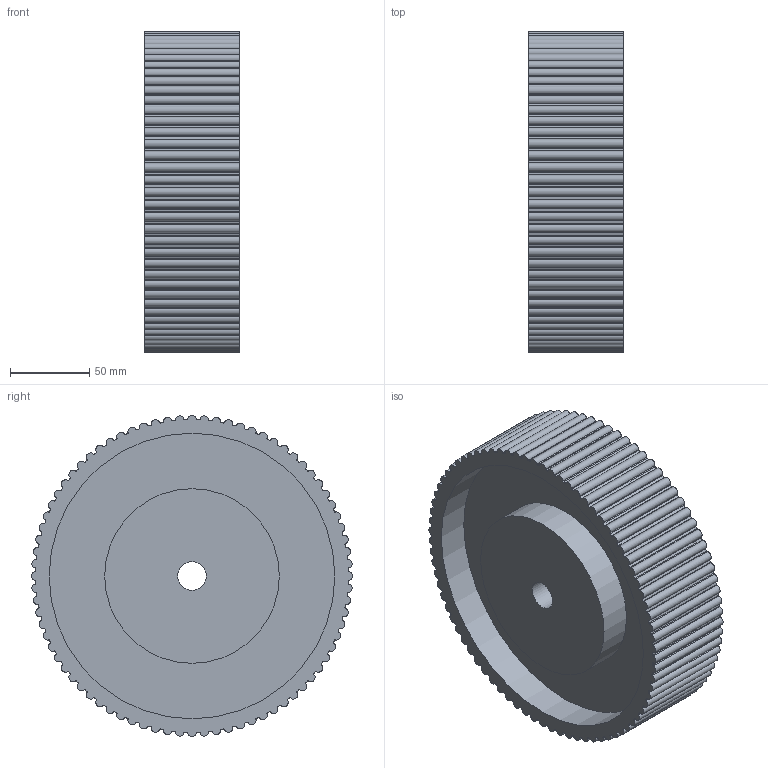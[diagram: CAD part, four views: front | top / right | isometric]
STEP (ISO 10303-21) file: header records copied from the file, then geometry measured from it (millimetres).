
FILE_DESCRIPTION( ( 'STEP AP214' ), '1' );
FILE_NAME( 'HTD-Zahnriemenscheibe_8M_80-8M-50_2_14.stp', ' ', ( ' ' ), ( ' ' ), 'PSStep 15.0.47', 'PARTsolutions', ' ' );
FILE_SCHEMA( ( 'AUTOMOTIVE_DESIGN { 1 0 10303 214 1 1 1 1 }' ) );
Length unit declared in the file: millimetre
Products named in the file (1): _HTD-Zahnriemenscheibe 8M 80-8M-50
Bounding box: 60 x 202.33 x 202.33 mm (x, y, z)
Volume: 1230495.8 mm3; surface area: 153101.9 mm2
Topology: 1 solids, 1 shells, 331 faces, 975 edges, 650 vertices
Faces by surface type: cylinder 325, plane 6
Full cylindrical faces by diameter (mm): 18 x1, 110 x2, 180 x2
Entity records: 14082 total; most frequent: DIRECTION 2284, CARTESIAN_POINT 1952, ORIENTED_EDGE 1940, AXIS2_PLACEMENT_3D 982, EDGE_CURVE 970, VERTEX_POINT 650, CIRCLE 650, EDGE_LOOP 342
